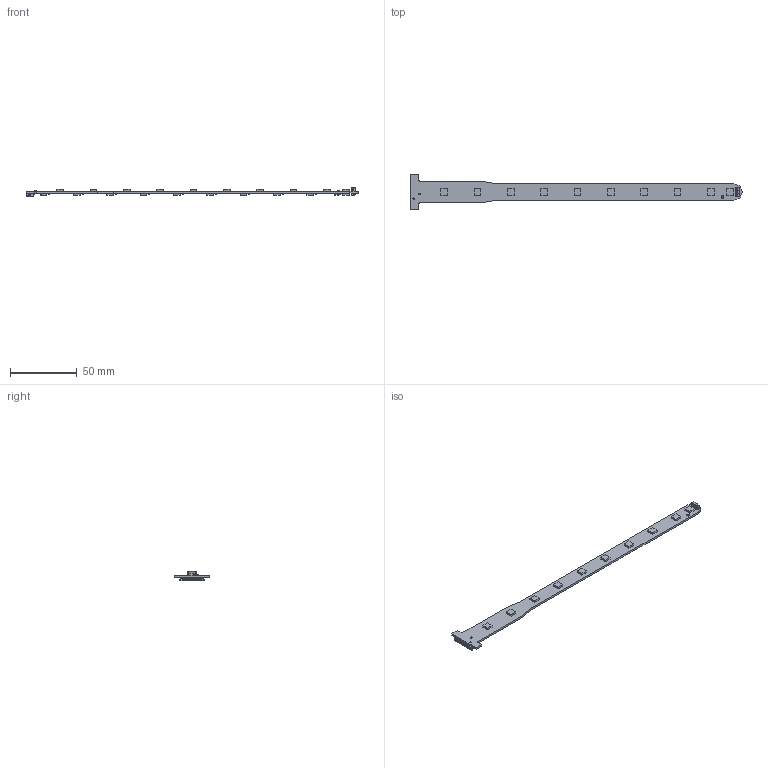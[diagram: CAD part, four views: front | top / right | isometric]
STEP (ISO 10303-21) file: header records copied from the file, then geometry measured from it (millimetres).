
FILE_DESCRIPTION(('Open CASCADE Model'),'2;1');
FILE_NAME('Open CASCADE Shape Model','2022-08-25T20:44:25',('Author'),( 'Open CASCADE'),'Open CASCADE STEP processor 6.8','Open CASCADE 6.8' ,'Unknown');
FILE_SCHEMA(('AUTOMOTIVE_DESIGN { 1 0 10303 214 1 1 1 1 }'));
Length unit declared in the file: millimetre
Products named in the file (68): PCB; Board; C1; 691537504; Extruded; 625929872; C2; 625929744; C3; C4; C5; C6; C7; C8; C9; C10; C11; C12; C23; C24; D2; 691538016; J2; 522071233; Open CASCADE STEP translator 6.8 2.17.1.1; Open CASCADE STEP translator 6.8 2.17.1.2; LED1; 625930000; LED2; LED3; LED4; LED5; LED6; LED7; LED8; LED9; LED10; LED11; LED12; LED13 ...
Assembly tree (130 placements, depth 4):
  PCB
    Board
    C1
      691537504  x2
        Extruded
      625929872
        Extruded
    C2
      625929744  x2
        Extruded
      625929872
        Extruded
    C3
      691537504  x2
        Extruded
      625929872
        Extruded
    C4
      691537504  x2
        Extruded
      625929872
        Extruded
    C5
      691537504  x2
        Extruded
      625929872
        Extruded
    C6
      691537504  x2
        Extruded
      625929872
        Extruded
    C7
      691537504  x2
        Extruded
      625929872
        Extruded
    C8
      691537504  x2
        Extruded
      625929872
        Extruded
    C9
      691537504  x2
        Extruded
      625929872
        Extruded
    C10
      691537504  x2
        Extruded
      625929872
        Extruded
    C11
      691537504  x2
        Extruded
      625929872
        Extruded
    C12
      625929744  x2
        Extruded
Bounding box: 248.89 x 26 x 7.45 mm (x, y, z)
Volume: 6285.2 mm3; surface area: 9937 mm2
Topology: 85 solids, 85 shells, 1270 faces, 3320 edges, 2259 vertices
Faces by surface type: plane 1173, cylinder 95, revolution 2
Full cylindrical faces by diameter (mm): 1 x1
Entity records: 31239 total; most frequent: CARTESIAN_POINT 5426, ORIENTED_EDGE 5012, DIRECTION 4788, EDGE_CURVE 2506, LINE 2360, VECTOR 2360, VERTEX_POINT 1643, AXIS2_PLACEMENT_3D 1213
